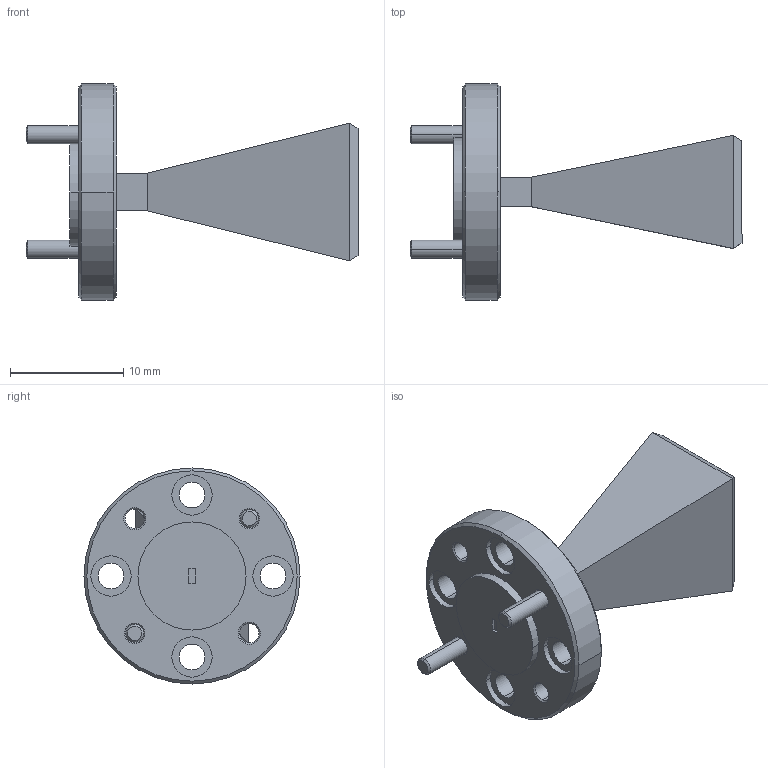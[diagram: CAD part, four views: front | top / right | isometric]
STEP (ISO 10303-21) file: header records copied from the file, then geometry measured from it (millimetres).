
FILE_DESCRIPTION (( 'STEP AP203' ), '1' );
FILE_NAME ('SAR-2309-05-S2.STEP', '2018-09-28T17:24:30', ( '' ), ( '' ), 'SwSTEP 2.0', 'SolidWorks 2016', '' );
FILE_SCHEMA (( 'CONFIG_CONTROL_DESIGN' ));
Length unit declared in the file: inch
Products named in the file (1): SAR-2309-05-S2
Bounding box: 29.27 x 19.05 x 19.05 mm (x, y, z)
Volume: 2000.5 mm3; surface area: 1670.8 mm2
Topology: 4 solids, 4 shells, 82 faces, 184 edges, 116 vertices
Faces by surface type: cylinder 32, plane 30, cone 20
Entity records: 2401 total; most frequent: DIRECTION 438, CARTESIAN_POINT 383, ORIENTED_EDGE 368, EDGE_CURVE 184, AXIS2_PLACEMENT_3D 171, VERTEX_POINT 116, EDGE_LOOP 104, VECTOR 96
